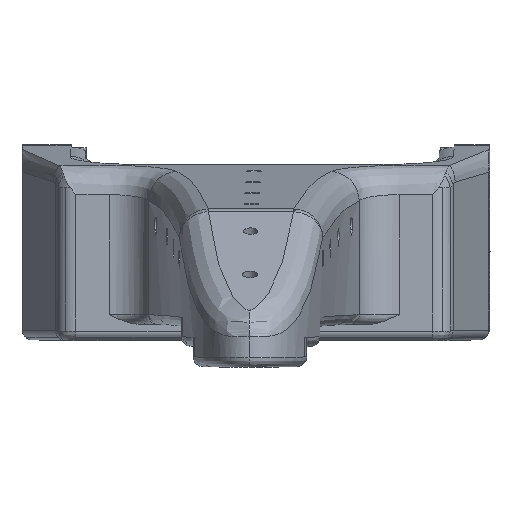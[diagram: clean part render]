
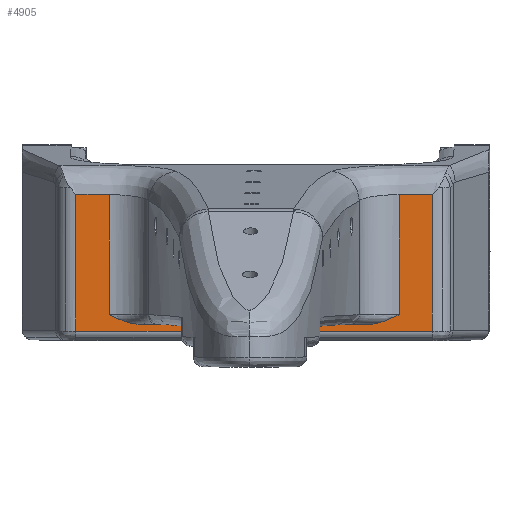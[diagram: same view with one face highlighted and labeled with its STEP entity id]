
A CAD part, top view. The second image highlights one B-rep face of the part: STEP entity #4905.
In plain terms, the highlighted planar face has unit normal (-0.009, -0.009, 1).
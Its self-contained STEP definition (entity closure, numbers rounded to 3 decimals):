
#1907=CARTESIAN_POINT('',(-12.159,-154.895,193.673));
#1908=VERTEX_POINT('',#1907);
#2621=CARTESIAN_POINT('',(24.51,-154.898,193.993));
#2622=VERTEX_POINT('',#2621);
#2681=CARTESIAN_POINT('',(-12.159,-140.841,193.796));
#2682=VERTEX_POINT('',#2681);
#2683=CARTESIAN_POINT('',(-12.159,-154.895,193.673));
#2684=DIRECTION('',(0.,1.,0.009));
#2685=VECTOR('',#2684,14.054);
#2686=LINE('',#2683,#2685);
#2687=EDGE_CURVE('',#1908,#2682,#2686,.T.);
#4775=CARTESIAN_POINT('',(24.51,-140.844,194.116));
#4776=VERTEX_POINT('',#4775);
#4796=CARTESIAN_POINT('',(24.51,-140.844,194.116));
#4797=DIRECTION('',(0.,-1.,-0.009));
#4798=VECTOR('',#4797,14.054);
#4799=LINE('',#4796,#4798);
#4800=EDGE_CURVE('',#4776,#2622,#4799,.T.);
#4806=CARTESIAN_POINT('',(-17.824,-154.195,193.629));
#4807=DIRECTION('',(0.009,0.009,-1.));
#4808=DIRECTION('',(-1.,0.,-0.009));
#4809=AXIS2_PLACEMENT_3D('',#4806,#4807,#4808);
#4810=PLANE('',#4809);
#4811=ORIENTED_EDGE('',*,*,#4800,.F.);
#4812=CARTESIAN_POINT('',(21.079,-140.872,194.086));
#4813=VERTEX_POINT('',#4812);
#4814=CARTESIAN_POINT('',(21.079,-140.872,194.086));
#4815=CARTESIAN_POINT('',(21.119,-140.868,194.086));
#4816=CARTESIAN_POINT('',(21.155,-140.868,194.087));
#4817=CARTESIAN_POINT('',(21.213,-140.867,194.087));
#4818=CARTESIAN_POINT('',(21.271,-140.865,194.088));
#4819=CARTESIAN_POINT('',(21.348,-140.864,194.088));
#4820=CARTESIAN_POINT('',(21.441,-140.863,194.089));
#4821=CARTESIAN_POINT('',(21.627,-140.861,194.091));
#4822=CARTESIAN_POINT('',(21.88,-140.858,194.093));
#4823=CARTESIAN_POINT('',(22.187,-140.856,194.096));
#4824=CARTESIAN_POINT('',(22.8,-140.852,194.101));
#4825=CARTESIAN_POINT('',(23.623,-140.848,194.108));
#4826=CARTESIAN_POINT('',(24.51,-140.844,194.116));
#4827=B_SPLINE_CURVE_WITH_KNOTS('',3,(#4814,#4815,#4816,#4817,#4818,#4819,#4820,#4821,#4822,#4823,#4824,#4825,#4826),.UNSPECIFIED.,.F.,.F.,(4,3,3,3,4),(-0.006,0.006,0.018,0.042,0.09),.UNSPECIFIED.);
#4828=EDGE_CURVE('',#4813,#4776,#4827,.T.);
#4829=ORIENTED_EDGE('',*,*,#4828,.F.);
#4830=CARTESIAN_POINT('',(21.08,-153.198,193.978));
#4831=VERTEX_POINT('',#4830);
#4832=CARTESIAN_POINT('',(21.08,-153.198,193.978));
#4833=DIRECTION('',(0.,1.,0.009));
#4834=VECTOR('',#4833,12.326);
#4835=LINE('',#4832,#4834);
#4836=EDGE_CURVE('',#4831,#4813,#4835,.T.);
#4837=ORIENTED_EDGE('',*,*,#4836,.F.);
#4838=CARTESIAN_POINT('',(18.014,-154.197,193.942));
#4839=VERTEX_POINT('',#4838);
#4840=CARTESIAN_POINT('',(21.08,-153.198,193.978));
#4841=CARTESIAN_POINT('',(20.592,-153.435,193.971));
#4842=CARTESIAN_POINT('',(20.106,-153.674,193.965));
#4843=CARTESIAN_POINT('',(19.598,-153.863,193.959));
#4844=CARTESIAN_POINT('',(19.344,-153.958,193.956));
#4845=CARTESIAN_POINT('',(19.084,-154.04,193.953));
#4846=CARTESIAN_POINT('',(18.82,-154.1,193.95));
#4847=CARTESIAN_POINT('',(18.688,-154.13,193.948));
#4848=CARTESIAN_POINT('',(18.555,-154.154,193.947));
#4849=CARTESIAN_POINT('',(18.42,-154.171,193.946));
#4850=CARTESIAN_POINT('',(18.286,-154.188,193.944));
#4851=CARTESIAN_POINT('',(18.149,-154.197,193.943));
#4852=CARTESIAN_POINT('',(18.014,-154.197,193.942));
#4853=B_SPLINE_CURVE_WITH_KNOTS('',3,(#4840,#4841,#4842,#4843,#4844,#4845,#4846,#4847,#4848,#4849,#4850,#4851,#4852),.UNSPECIFIED.,.F.,.F.,(4,3,3,3,4),(0.,0.002,0.002,0.003,0.003),.UNSPECIFIED.);
#4854=EDGE_CURVE('',#4831,#4839,#4853,.T.);
#4855=ORIENTED_EDGE('',*,*,#4854,.T.);
#4856=CARTESIAN_POINT('',(-5.663,-154.196,193.735));
#4857=VERTEX_POINT('',#4856);
#4858=CARTESIAN_POINT('',(-5.663,-154.196,193.735));
#4859=DIRECTION('',(1.,0.,0.009));
#4860=VECTOR('',#4859,23.677);
#4861=LINE('',#4858,#4860);
#4862=EDGE_CURVE('',#4857,#4839,#4861,.T.);
#4863=ORIENTED_EDGE('',*,*,#4862,.F.);
#4864=CARTESIAN_POINT('',(-8.728,-153.195,193.717));
#4865=VERTEX_POINT('',#4864);
#4866=CARTESIAN_POINT('',(-5.663,-154.196,193.735));
#4867=CARTESIAN_POINT('',(-5.937,-154.195,193.733));
#4868=CARTESIAN_POINT('',(-6.204,-154.158,193.731));
#4869=CARTESIAN_POINT('',(-6.467,-154.098,193.729));
#4870=CARTESIAN_POINT('',(-6.731,-154.039,193.727));
#4871=CARTESIAN_POINT('',(-6.991,-153.956,193.726));
#4872=CARTESIAN_POINT('',(-7.245,-153.862,193.725));
#4873=CARTESIAN_POINT('',(-7.754,-153.672,193.722));
#4874=CARTESIAN_POINT('',(-8.241,-153.433,193.72));
#4875=CARTESIAN_POINT('',(-8.728,-153.195,193.717));
#4876=B_SPLINE_CURVE_WITH_KNOTS('',3,(#4866,#4867,#4868,#4869,#4870,#4871,#4872,#4873,#4874,#4875),.UNSPECIFIED.,.F.,.F.,(4,3,3,4),(0.,0.001,0.002,0.003),.UNSPECIFIED.);
#4877=EDGE_CURVE('',#4857,#4865,#4876,.T.);
#4878=ORIENTED_EDGE('',*,*,#4877,.T.);
#4879=CARTESIAN_POINT('',(-8.729,-140.87,193.826));
#4880=VERTEX_POINT('',#4879);
#4881=CARTESIAN_POINT('',(-8.728,-153.195,193.717));
#4882=DIRECTION('',(0.,1.,0.009));
#4883=VECTOR('',#4882,12.326);
#4884=LINE('',#4881,#4883);
#4885=EDGE_CURVE('',#4865,#4880,#4884,.T.);
#4886=ORIENTED_EDGE('',*,*,#4885,.T.);
#4887=CARTESIAN_POINT('',(-8.728,-140.87,193.826));
#4888=CARTESIAN_POINT('',(-8.752,-140.867,193.826));
#4889=CARTESIAN_POINT('',(-8.775,-140.866,193.826));
#4890=CARTESIAN_POINT('',(-9.107,-140.857,193.823));
#4891=CARTESIAN_POINT('',(-10.403,-140.849,193.812));
#4892=CARTESIAN_POINT('',(-12.159,-140.841,193.796));
#4893=B_SPLINE_CURVE_WITH_KNOTS('',3,(#4887,#4888,#4889,#4890,#4891,#4892),.UNSPECIFIED.,.F.,.F.,(4,2,4),(-0.353,-0.346,-0.253),.UNSPECIFIED.);
#4894=EDGE_CURVE('',#4880,#2682,#4893,.T.);
#4895=ORIENTED_EDGE('',*,*,#4894,.T.);
#4896=ORIENTED_EDGE('',*,*,#2687,.F.);
#4897=CARTESIAN_POINT('',(24.51,-154.898,193.993));
#4898=DIRECTION('',(-1.,0.,-0.009));
#4899=VECTOR('',#4898,36.67);
#4900=LINE('',#4897,#4899);
#4901=EDGE_CURVE('',#2622,#1908,#4900,.T.);
#4902=ORIENTED_EDGE('',*,*,#4901,.F.);
#4903=EDGE_LOOP('',(#4811,#4829,#4837,#4855,#4863,#4878,#4886,#4895,#4896,#4902));
#4904=FACE_BOUND('',#4903,.T.);
#4905=ADVANCED_FACE('',(#4904),#4810,.F.);
